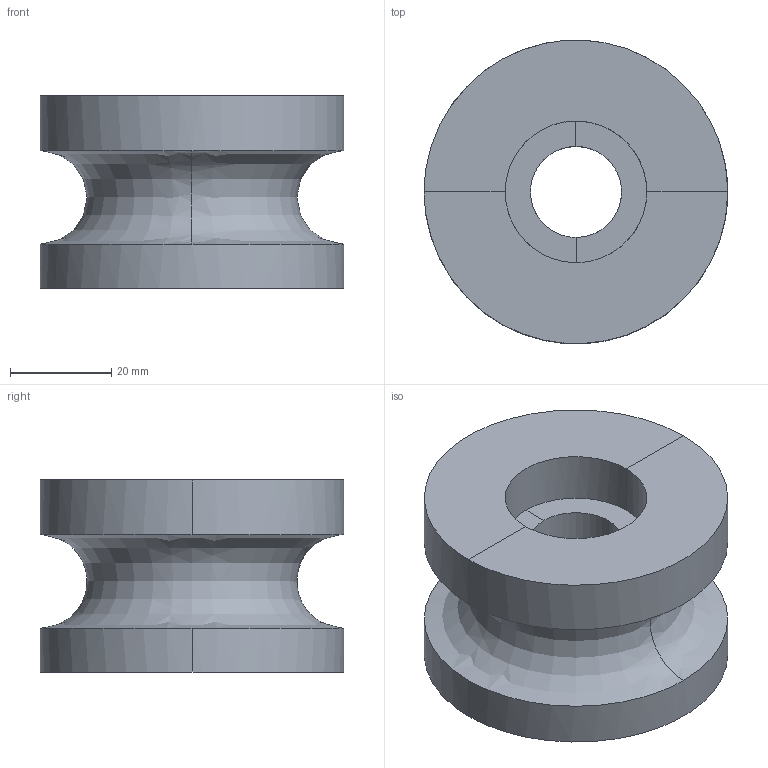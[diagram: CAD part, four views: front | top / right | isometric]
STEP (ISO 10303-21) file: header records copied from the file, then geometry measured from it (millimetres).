
FILE_DESCRIPTION(/* description */ (''),/* implementation_level */ '2;1');
FILE_NAME(/* name */ 'roulette coulisse BUGLE ',/* time_stamp */ '2018-09-17T23:05:11+02:00',/* author */ (''),/* organization */ (''),/* preprocessor_version */ 'ST-DEVELOPER v15',/* originating_system */ '',/* authorisation */ '');
FILE_SCHEMA (('AUTOMOTIVE_DESIGN'));
Length unit declared in the file: millimetre
Products named in the file (1): Document
Bounding box: 60 x 60 x 37.95 mm (x, y, z)
Volume: 68455.8 mm3; surface area: 16006.2 mm2
Topology: 1 solids, 1 shells, 20 faces, 52 edges, 32 vertices
Faces by surface type: bspline 20
Entity records: 1340 total; most frequent: CARTESIAN_POINT 678, B_SPLINE_CURVE_WITH_KNOTS 120, ORIENTED_EDGE 104, PCURVE 104, DEFINITIONAL_REPRESENTATION 104, SURFACE_CURVE 52, EDGE_CURVE 52, VERTEX_POINT 32
